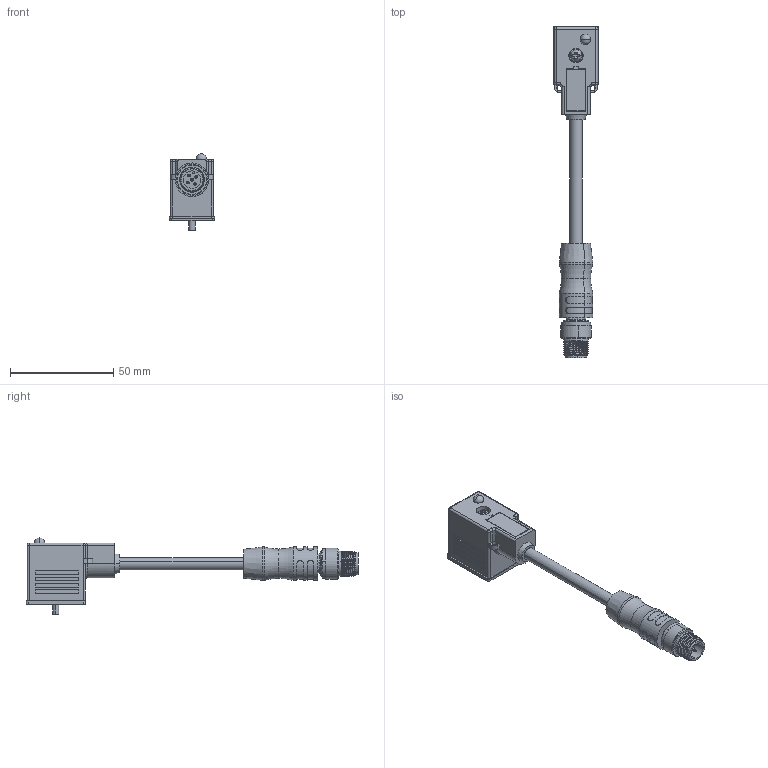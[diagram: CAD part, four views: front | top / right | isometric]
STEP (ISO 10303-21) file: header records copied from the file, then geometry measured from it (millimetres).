
FILE_DESCRIPTION (( 'STEP AP203' ), '1' );
FILE_NAME ('VB21-024-M12-2M-LV.STEP', '2025-04-10T02:56:57', ( '' ), ( '' ), 'SwSTEP 2.0', 'SolidWorks 2018', '' );
FILE_SCHEMA (( 'CONFIG_CONTROL_DESIGN' ));
Length unit declared in the file: millimetre
Products named in the file (1): VB21-024-M12-2M-LV
Bounding box: 21.8 x 160.7 x 36.9 mm (x, y, z)
Volume: 28802.6 mm3; surface area: 14447.1 mm2
Topology: 5 solids, 10 shells, 750 faces, 1976 edges, 1277 vertices
Faces by surface type: plane 459, cylinder 229, cone 28, sphere 16, bspline 12, torus 6
Entity records: 26876 total; most frequent: CARTESIAN_POINT 8225, ORIENTED_EDGE 3906, DIRECTION 3819, EDGE_CURVE 1953, AXIS2_PLACEMENT_3D 1280, VERTEX_POINT 1270, VECTOR 1259, LINE 1259
